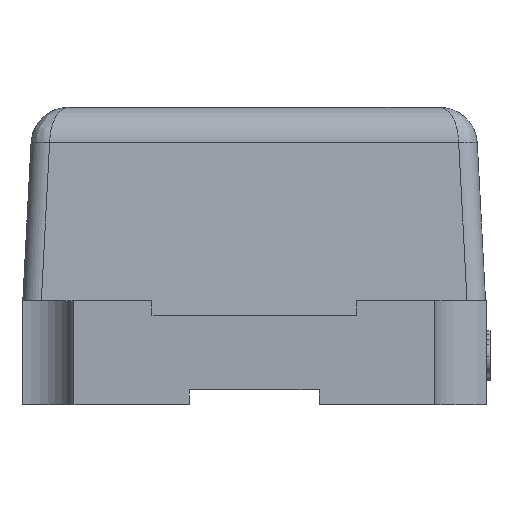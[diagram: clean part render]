
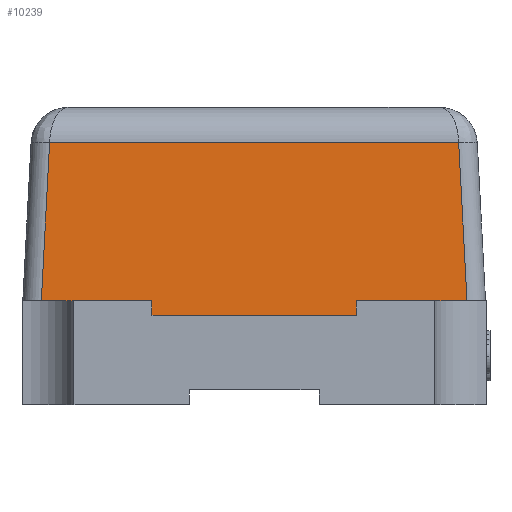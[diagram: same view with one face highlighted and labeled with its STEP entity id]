
A CAD part, left-side view. The second image highlights one B-rep face of the part: STEP entity #10239.
In plain terms, the highlighted planar face has unit normal (-0.999, 0, 0.052).
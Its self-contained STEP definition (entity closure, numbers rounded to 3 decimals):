
#443 = EDGE_CURVE ( 'NONE', #7226, #1524, #6778, .T. ) ;
#458 = CARTESIAN_POINT ( 'NONE',  ( -0.65, 0.575, 0.2 ) ) ;
#634 = DIRECTION ( 'NONE',  ( 0.052, 0.052, 0.997 ) ) ;
#729 = DIRECTION ( 'NONE',  ( 0.052, 0., 0.999 ) ) ;
#1524 = VERTEX_POINT ( 'NONE', #11980 ) ;
#1692 = FACE_OUTER_BOUND ( 'NONE', #7115, .T. ) ;
#2058 = ORIENTED_EDGE ( 'NONE', *, *, #5360, .T. ) ;
#2292 = CARTESIAN_POINT ( 'NONE',  ( -0.626, 0.546, 0.665 ) ) ;
#2484 = DIRECTION ( 'NONE',  ( -0.052, 0.052, -0.997 ) ) ;
#2514 = EDGE_CURVE ( 'NONE', #1524, #3289, #12558, .T. ) ;
#2662 = LINE ( 'NONE', #8266, #10379 ) ;
#2760 = PLANE ( 'NONE',  #3460 ) ;
#3065 = VECTOR ( 'NONE', #634, 1000. ) ;
#3289 = VERTEX_POINT ( 'NONE', #458 ) ;
#3460 = AXIS2_PLACEMENT_3D ( 'NONE', #10955, #5358, #729 ) ;
#4521 = LINE ( 'NONE', #13606, #3065 ) ;
#5358 = DIRECTION ( 'NONE',  ( -0.999, 0., 0.052 ) ) ;
#5360 = EDGE_CURVE ( 'NONE', #3289, #10730, #2662, .T. ) ;
#6015 = CARTESIAN_POINT ( 'NONE',  ( -0.65, -0.575, 0.2 ) ) ;
#6778 = LINE ( 'NONE', #2292, #7580 ) ;
#7115 = EDGE_LOOP ( 'NONE', ( #12514, #9760, #12178, #2058 ) ) ;
#7226 = VERTEX_POINT ( 'NONE', #9950 ) ;
#7580 = VECTOR ( 'NONE', #11320, 1000. ) ;
#8266 = CARTESIAN_POINT ( 'NONE',  ( -0.65, 0.625, 0.2 ) ) ;
#8621 = EDGE_CURVE ( 'NONE', #10730, #7226, #4521, .T. ) ;
#9760 = ORIENTED_EDGE ( 'NONE', *, *, #443, .T. ) ;
#9950 = CARTESIAN_POINT ( 'NONE',  ( -0.626, -0.551, 0.665 ) ) ;
#10032 = VECTOR ( 'NONE', #2484, 1000. ) ;
#10239 = ADVANCED_FACE ( 'NONE', ( #1692 ), #2760, .T. ) ;
#10379 = VECTOR ( 'NONE', #10419, 1000. ) ;
#10419 = DIRECTION ( 'NONE',  ( 0., -1., 0. ) ) ;
#10730 = VERTEX_POINT ( 'NONE', #6015 ) ;
#10955 = CARTESIAN_POINT ( 'NONE',  ( -0.65, 0.625, 0.2 ) ) ;
#11320 = DIRECTION ( 'NONE',  ( 0., 1., 0. ) ) ;
#11980 = CARTESIAN_POINT ( 'NONE',  ( -0.626, 0.551, 0.665 ) ) ;
#12178 = ORIENTED_EDGE ( 'NONE', *, *, #2514, .T. ) ;
#12514 = ORIENTED_EDGE ( 'NONE', *, *, #8621, .T. ) ;
#12558 = LINE ( 'NONE', #12641, #10032 ) ;
#12641 = CARTESIAN_POINT ( 'NONE',  ( -0.65, 0.575, 0.197 ) ) ;
#13606 = CARTESIAN_POINT ( 'NONE',  ( -0.647, -0.572, 0.263 ) ) ;
